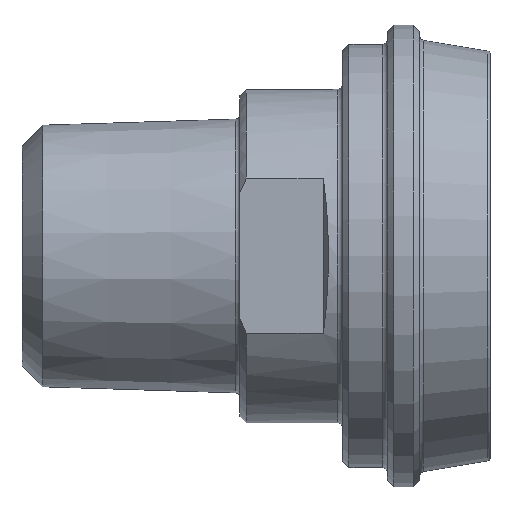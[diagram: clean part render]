
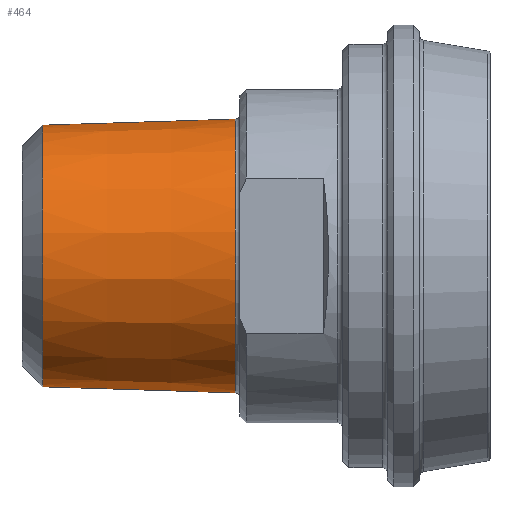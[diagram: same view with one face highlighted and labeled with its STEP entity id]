
A CAD part, top view. The second image highlights one B-rep face of the part: STEP entity #464.
In plain terms, the highlighted conical face has half-angle 1.8 degrees and reference radius 10.417 mm.
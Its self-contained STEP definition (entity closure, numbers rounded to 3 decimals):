
#27=CONICAL_SURFACE('',#534,10.417,0.031);
#56=CIRCLE('',#531,10.672);
#58=CIRCLE('',#533,10.672);
#59=CIRCLE('',#535,10.2);
#60=CIRCLE('',#536,10.2);
#97=FACE_OUTER_BOUND('',#129,.T.);
#129=EDGE_LOOP('',(#360,#361,#362,#363,#364,#365));
#157=LINE('',#823,#177);
#177=VECTOR('',#654,10.417);
#214=VERTEX_POINT('',#816);
#215=VERTEX_POINT('',#817);
#216=VERTEX_POINT('',#822);
#217=VERTEX_POINT('',#824);
#268=EDGE_CURVE('',#214,#215,#56,.T.);
#270=EDGE_CURVE('',#215,#214,#58,.T.);
#271=EDGE_CURVE('',#214,#216,#157,.T.);
#272=EDGE_CURVE('',#217,#216,#59,.T.);
#273=EDGE_CURVE('',#216,#217,#60,.T.);
#360=ORIENTED_EDGE('',*,*,#268,.F.);
#361=ORIENTED_EDGE('',*,*,#271,.T.);
#362=ORIENTED_EDGE('',*,*,#272,.F.);
#363=ORIENTED_EDGE('',*,*,#273,.F.);
#364=ORIENTED_EDGE('',*,*,#271,.F.);
#365=ORIENTED_EDGE('',*,*,#270,.F.);
#464=ADVANCED_FACE('',(#97),#27,.T.);
#531=AXIS2_PLACEMENT_3D('',#818,#646,#647);
#533=AXIS2_PLACEMENT_3D('',#820,#650,#651);
#534=AXIS2_PLACEMENT_3D('',#821,#652,#653);
#535=AXIS2_PLACEMENT_3D('',#825,#655,#656);
#536=AXIS2_PLACEMENT_3D('',#826,#657,#658);
#646=DIRECTION('center_axis',(1.,0.,0.));
#647=DIRECTION('ref_axis',(0.,-1.,0.));
#650=DIRECTION('center_axis',(1.,0.,0.));
#651=DIRECTION('ref_axis',(0.,-1.,0.));
#652=DIRECTION('center_axis',(1.,0.,0.));
#653=DIRECTION('ref_axis',(0.,1.,0.));
#654=DIRECTION('',(-1.,0.031,0.));
#655=DIRECTION('center_axis',(-1.,0.,0.));
#656=DIRECTION('ref_axis',(0.,-1.,0.));
#657=DIRECTION('center_axis',(-1.,0.,0.));
#658=DIRECTION('ref_axis',(0.,-1.,0.));
#816=CARTESIAN_POINT('',(-19.887,-10.672,0.));
#817=CARTESIAN_POINT('',(-19.887,0.,10.672));
#818=CARTESIAN_POINT('Origin',(-19.887,0.,0.));
#820=CARTESIAN_POINT('Origin',(-19.887,0.,0.));
#821=CARTESIAN_POINT('Origin',(-28.,0.,0.));
#822=CARTESIAN_POINT('',(-34.901,-10.2,0.));
#823=CARTESIAN_POINT('',(-28.,-10.417,0.));
#824=CARTESIAN_POINT('',(-34.901,10.2,0.));
#825=CARTESIAN_POINT('Origin',(-34.901,0.,0.));
#826=CARTESIAN_POINT('Origin',(-34.901,0.,0.));
